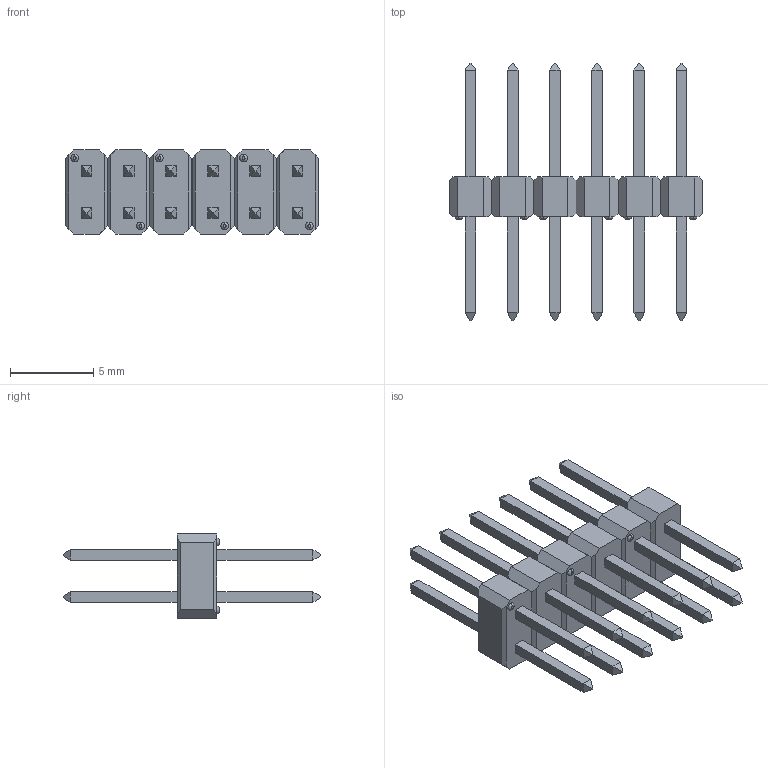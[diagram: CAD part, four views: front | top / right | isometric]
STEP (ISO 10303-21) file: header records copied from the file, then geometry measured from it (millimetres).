
FILE_DESCRIPTION (( 'STEP AP214' ), '1' );
FILE_NAME ('PBC06DABN.STEP', '2018-01-19T16:10:18', ( '' ), ( '' ), 'SwSTEP 2.0', 'SolidWorks 2014', '' );
FILE_SCHEMA (( 'AUTOMOTIVE_DESIGN' ));
Length unit declared in the file: millimetre
Products named in the file (2): Dual TH with end bump format; PBC06DABN
Assembly tree (6 placements, depth 2):
  PBC06DABN
    Dual TH with end bump format  x6
Bounding box: 15.24 x 15.48 x 5.08 mm (x, y, z)
Volume: 238.4 mm3; surface area: 742.8 mm2
Topology: 30 solids, 30 shells, 342 faces, 732 edges, 456 vertices
Faces by surface type: plane 330, torus 12
Entity records: 1636 total; most frequent: CARTESIAN_POINT 264, DIRECTION 260, ORIENTED_EDGE 244, EDGE_CURVE 122, LINE 116, VECTOR 116, VERTEX_POINT 76, AXIS2_PLACEMENT_3D 72
